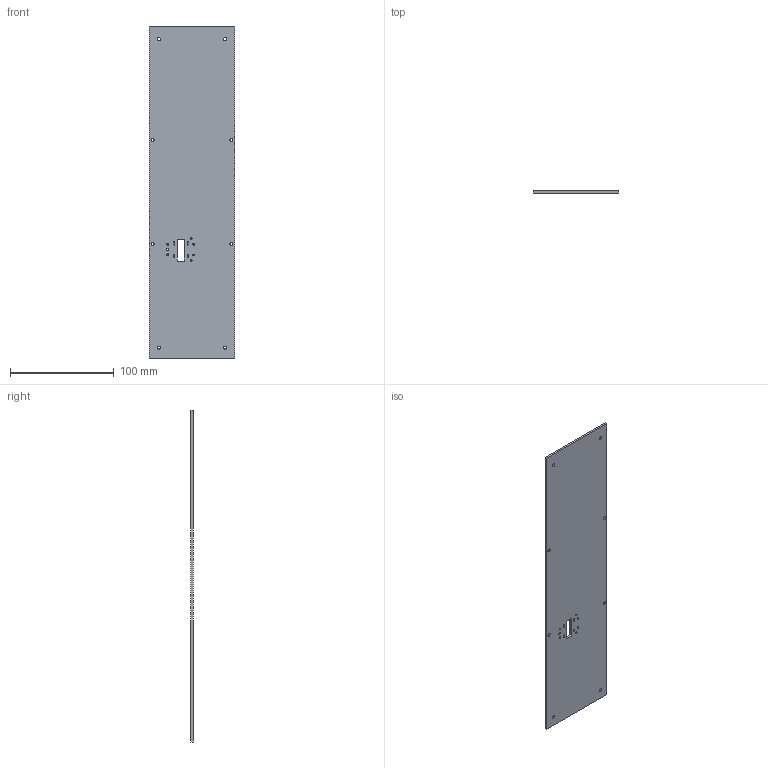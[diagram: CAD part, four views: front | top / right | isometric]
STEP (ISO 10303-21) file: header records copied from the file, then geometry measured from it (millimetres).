
FILE_DESCRIPTION(/* description */ (''),/* implementation_level */ '2;1');
FILE_NAME(/* name */ 'SolarPanel2.stp',/* time_stamp */ '2017-08-06T16:12:18-04:00',/* author */ (''),/* organization */ (''),/* preprocessor_version */ 'ST-DEVELOPER v16',/* originating_system */ 'SIEMENS PLM Software NX 10.0',/* authorisation */ '');
FILE_SCHEMA (('AUTOMOTIVE_DESIGN { 1 0 10303 214 3 1 1 1 }'));
Length unit declared in the file: millimetre
Products named in the file (1): SolarPanel2
Bounding box: 82 x 2.5 x 320 mm (x, y, z)
Volume: 65030.9 mm3; surface area: 54525 mm2
Topology: 1 solids, 1 shells, 33 faces, 116 edges, 85 vertices
Faces by surface type: cylinder 23, plane 10
Full cylindrical faces by diameter (mm): 1 x8, 1.8 x7, 3 x8
Entity records: 1098 total; most frequent: DIRECTION 184, CARTESIAN_POINT 166, ORIENTED_EDGE 140, EDGE_LOOP 104, FACE_BOUND 96, AXIS2_PLACEMENT_3D 80, EDGE_CURVE 70, VERTEX_POINT 62
